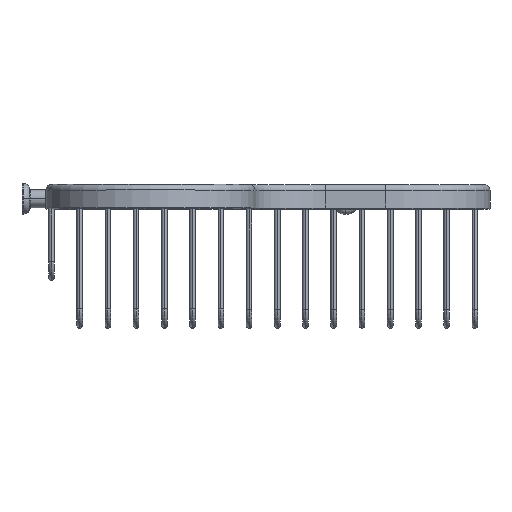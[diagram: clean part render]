
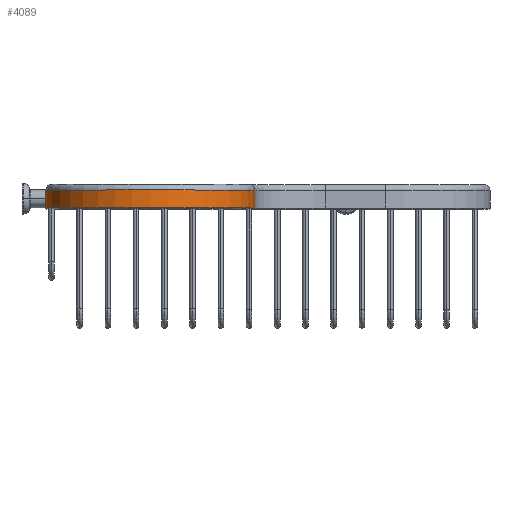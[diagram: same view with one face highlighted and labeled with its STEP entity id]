
A CAD part, top view. The second image highlights one B-rep face of the part: STEP entity #4089.
In plain terms, the highlighted cylindrical face has radius 55.499 mm (diameter 110.998 mm), a partial arc.
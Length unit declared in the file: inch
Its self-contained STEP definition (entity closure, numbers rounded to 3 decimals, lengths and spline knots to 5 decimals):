
#855=DIRECTION('',(0.,-1.,0.));
#856=VECTOR('',#855,0.374);
#857=CARTESIAN_POINT('',(-0.276,0.394,1.476));
#858=LINE('',#857,#856);
#864=CARTESIAN_POINT('',(-2.461,0.02,1.476));
#865=DIRECTION('',(0.,-1.,0.));
#866=DIRECTION('',(1.,0.,0.));
#867=AXIS2_PLACEMENT_3D('',#864,#865,#866);
#869=DIRECTION('',(0.,-1.,0.));
#870=VECTOR('',#869,0.374);
#871=CARTESIAN_POINT('',(-4.646,0.394,1.476));
#872=LINE('',#871,#870);
#873=CARTESIAN_POINT('',(-2.461,0.394,1.476));
#874=DIRECTION('',(0.,1.,0.));
#875=DIRECTION('',(-1.,0.,0.));
#876=AXIS2_PLACEMENT_3D('',#873,#874,#875);
#2650=CARTESIAN_POINT('',(-4.646,0.394,1.476));
#2652=VERTEX_POINT('',#2650);
#2654=CARTESIAN_POINT('',(-0.276,0.394,1.476));
#2656=VERTEX_POINT('',#2654);
#2731=CARTESIAN_POINT('',(-0.276,0.02,1.476));
#2732=VERTEX_POINT('',#2731);
#2735=CARTESIAN_POINT('',(-4.646,0.02,1.476));
#2736=VERTEX_POINT('',#2735);
#4076=CARTESIAN_POINT('',(-2.461,-1.,1.476));
#4077=DIRECTION('',(0.,1.,0.));
#4078=DIRECTION('',(1.,0.,0.));
#4079=AXIS2_PLACEMENT_3D('',#4076,#4077,#4078);
#4080=CYLINDRICAL_SURFACE('',#4079,2.185);
#4081=ORIENTED_EDGE('',*,*,#3569,.T.);
#4083=ORIENTED_EDGE('',*,*,#4082,.F.);
#4085=ORIENTED_EDGE('',*,*,#4084,.T.);
#4086=ORIENTED_EDGE('',*,*,#4069,.T.);
#4087=EDGE_LOOP('',(#4081,#4083,#4085,#4086));
#4088=FACE_OUTER_BOUND('',#4087,.F.);
#4089=ADVANCED_FACE('',(#4088),#4080,.T.);
#868=CIRCLE('',#867,2.185);
#877=CIRCLE('',#876,2.185);
#3569=EDGE_CURVE('',#2732,#2736,#868,.T.);
#4069=EDGE_CURVE('',#2656,#2732,#858,.T.);
#4082=EDGE_CURVE('',#2652,#2736,#872,.T.);
#4084=EDGE_CURVE('',#2652,#2656,#877,.T.);
